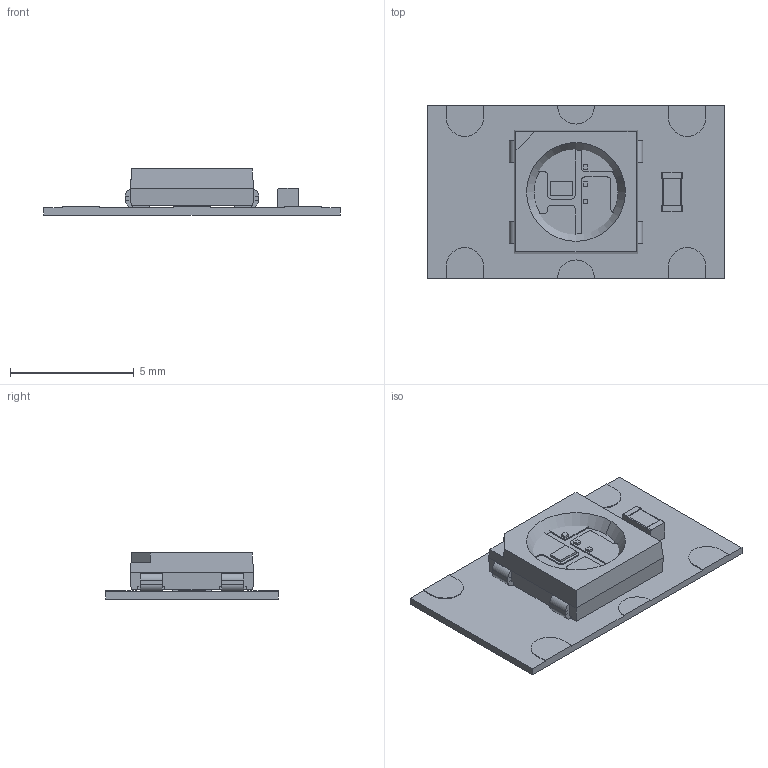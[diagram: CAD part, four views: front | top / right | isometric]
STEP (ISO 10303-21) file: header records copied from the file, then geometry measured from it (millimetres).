
FILE_DESCRIPTION (( 'STEP AP214' ), '1' );
FILE_NAME ('WS2812 led Strip 8mm.STEP', '2022-11-14T15:42:42', ( 'Elessar' ), ( '' ), 'SwSTEP 2.0', 'SolidWorks 2018', '' );
FILE_SCHEMA (( 'AUTOMOTIVE_DESIGN' ));
Length unit declared in the file: millimetre
Products named in the file (4): WS2812B^WS2812 led Strip 8mm; WS2812 led Strip 8mm; PCB^WS2812 led Strip 8mm; CAP0603^WS2812 led Strip 8mm
Assembly tree (3 placements, depth 2):
  WS2812 led Strip 8mm
    PCB^WS2812 led Strip 8mm
    WS2812B^WS2812 led Strip 8mm
    CAP0603^WS2812 led Strip 8mm
Bounding box: 12 x 7 x 1.87 mm (x, y, z)
Volume: 58.3 mm3; surface area: 304.5 mm2
Topology: 11 solids, 11 shells, 230 faces, 570 edges, 364 vertices
Faces by surface type: plane 180, cylinder 48, cone 2
Entity records: 7808 total; most frequent: CARTESIAN_POINT 1170, ORIENTED_EDGE 1140, DIRECTION 1140, EDGE_CURVE 570, LINE 472, VECTOR 472, VERTEX_POINT 364, AXIS2_PLACEMENT_3D 334
